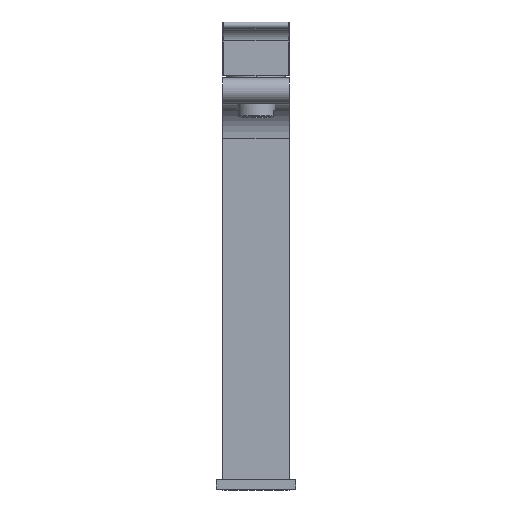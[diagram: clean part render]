
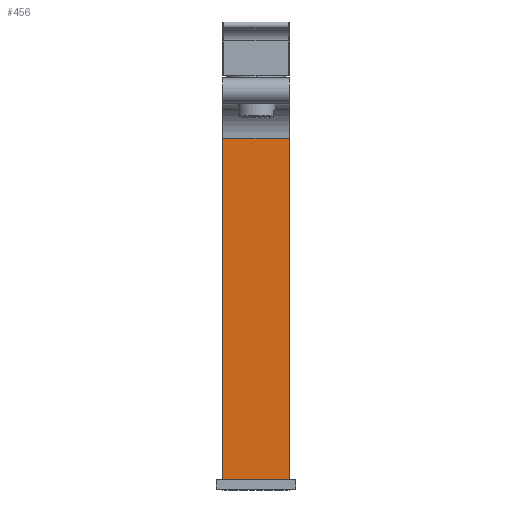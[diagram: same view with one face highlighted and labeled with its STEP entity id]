
A CAD part, left-side view. The second image highlights one B-rep face of the part: STEP entity #456.
In plain terms, the highlighted face is planar.
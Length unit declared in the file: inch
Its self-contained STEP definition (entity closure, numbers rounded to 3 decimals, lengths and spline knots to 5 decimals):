
#456 = ADVANCED_FACE ( 'NONE', ( #70730 ), #7156, .F. ) ;
#6048 = VECTOR ( 'NONE', #41107, 39.37008 ) ;
#6514 = DIRECTION ( 'NONE',  ( 1., 0., 0. ) ) ;
#6610 = VERTEX_POINT ( 'NONE', #55068 ) ;
#6949 = CARTESIAN_POINT ( 'NONE',  ( -0.82677, -0.82677, 8.74016 ) ) ;
#7156 = PLANE ( 'NONE',  #67952 ) ;
#10414 = VERTEX_POINT ( 'NONE', #6949 ) ;
#11468 = ORIENTED_EDGE ( 'NONE', *, *, #35094, .T. ) ;
#11910 = LINE ( 'NONE', #23472, #30307 ) ;
#12246 = CARTESIAN_POINT ( 'NONE',  ( -0.82677, -0.82677, 0.23622 ) ) ;
#14566 = CARTESIAN_POINT ( 'NONE',  ( 0., -0.82677, 5.52554 ) ) ;
#17690 = LINE ( 'NONE', #51286, #34930 ) ;
#21000 = DIRECTION ( 'NONE',  ( 0., 1., 0. ) ) ;
#23472 = CARTESIAN_POINT ( 'NONE',  ( -0.82677, -0.82677, 8.74016 ) ) ;
#28347 = VERTEX_POINT ( 'NONE', #51113 ) ;
#29748 = DIRECTION ( 'NONE',  ( -1., 0., 0. ) ) ;
#30307 = VECTOR ( 'NONE', #44063, 39.37008 ) ;
#34930 = VECTOR ( 'NONE', #29748, 39.37008 ) ;
#35094 = EDGE_CURVE ( 'NONE', #10414, #28347, #11910, .T. ) ;
#38198 = EDGE_LOOP ( 'NONE', ( #11468, #89090, #51555, #83241 ) ) ;
#41107 = DIRECTION ( 'NONE',  ( 1., 0., 0. ) ) ;
#42392 = CARTESIAN_POINT ( 'NONE',  ( 0.82677, -0.82677, 0.23622 ) ) ;
#44063 = DIRECTION ( 'NONE',  ( 0., 0., -1. ) ) ;
#45565 = EDGE_CURVE ( 'NONE', #6610, #10414, #17690, .T. ) ;
#48837 = EDGE_CURVE ( 'NONE', #83601, #6610, #90158, .T. ) ;
#51113 = CARTESIAN_POINT ( 'NONE',  ( -0.82677, -0.82677, 0.23622 ) ) ;
#51286 = CARTESIAN_POINT ( 'NONE',  ( 0.82677, -0.82677, 8.74016 ) ) ;
#51555 = ORIENTED_EDGE ( 'NONE', *, *, #48837, .T. ) ;
#55068 = CARTESIAN_POINT ( 'NONE',  ( 0.82677, -0.82677, 8.74016 ) ) ;
#66017 = VECTOR ( 'NONE', #93756, 39.37008 ) ;
#67172 = EDGE_CURVE ( 'NONE', #28347, #83601, #69218, .T. ) ;
#67952 = AXIS2_PLACEMENT_3D ( 'NONE', #14566, #21000, #6514 ) ;
#69218 = LINE ( 'NONE', #12246, #6048 ) ;
#70730 = FACE_OUTER_BOUND ( 'NONE', #38198, .T. ) ;
#77345 = CARTESIAN_POINT ( 'NONE',  ( 0.82677, -0.82677, 0.23622 ) ) ;
#83241 = ORIENTED_EDGE ( 'NONE', *, *, #45565, .T. ) ;
#83601 = VERTEX_POINT ( 'NONE', #77345 ) ;
#89090 = ORIENTED_EDGE ( 'NONE', *, *, #67172, .T. ) ;
#90158 = LINE ( 'NONE', #42392, #66017 ) ;
#93756 = DIRECTION ( 'NONE',  ( 0., 0., 1. ) ) ;
